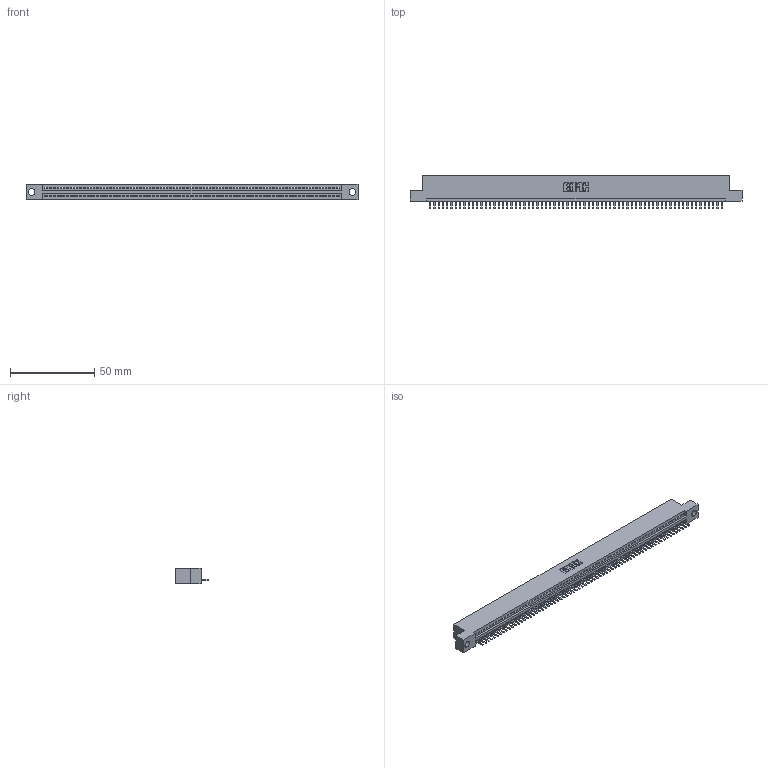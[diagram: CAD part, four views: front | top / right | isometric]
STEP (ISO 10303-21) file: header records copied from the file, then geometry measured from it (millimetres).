
FILE_DESCRIPTION (( 'STEP AP203' ), '1' );
FILE_NAME ('345-069-520-104.STEP', '2019-10-12T09:10:29', ( '' ), ( '' ), 'SwSTEP 2.0', 'SolidWorks 2016', '' );
FILE_SCHEMA (( 'CONFIG_CONTROL_DESIGN' ));
Length unit declared in the file: inch
Products named in the file (3): 345-069-520-104; 345 Part_Flush Mounting Lugs - 0.156 Dia-TH; 345-292-001_345-293-120
Assembly tree (70 placements, depth 2):
  345-069-520-104
    345 Part_Flush Mounting Lugs - 0.156 Dia-TH
    345-292-001_345-293-120  x69
Bounding box: 196.47 x 19.68 x 9.4 mm (x, y, z)
Volume: 18595.7 mm3; surface area: 24238.4 mm2
Topology: 70 solids, 70 shells, 4404 faces, 13037 edges, 8506 vertices
Faces by surface type: plane 2978, cylinder 1426
Entity records: 48413 total; most frequent: CARTESIAN_POINT 8403, ORIENTED_EDGE 8394, DIRECTION 7287, EDGE_CURVE 4197, VECTOR 3785, LINE 3785, VERTEX_POINT 2794, AXIS2_PLACEMENT_3D 1751
